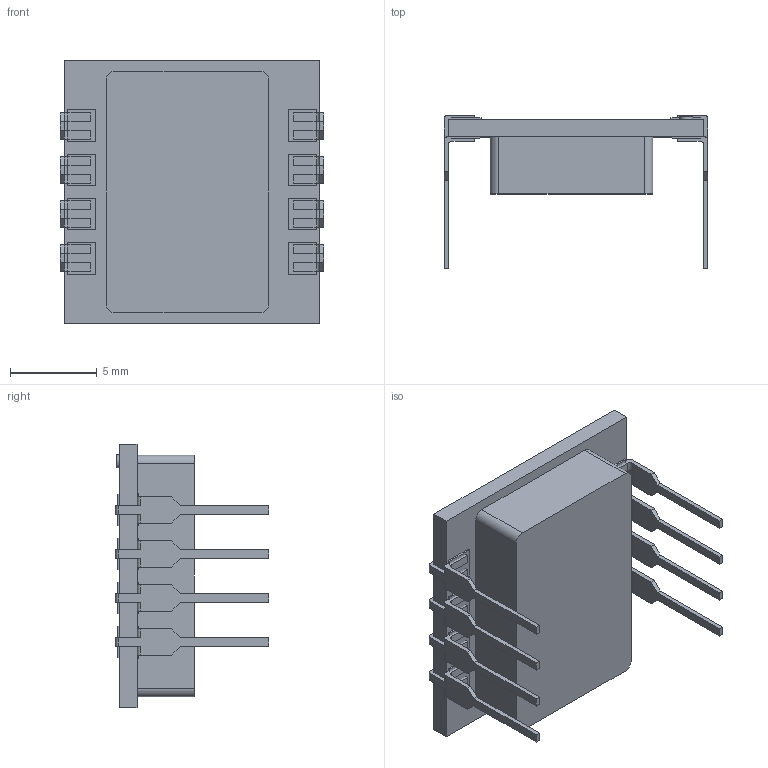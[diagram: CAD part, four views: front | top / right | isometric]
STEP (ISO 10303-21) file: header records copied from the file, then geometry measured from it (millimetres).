
FILE_DESCRIPTION(/* description */ (''),/* implementation_level */ '2;1');
FILE_NAME(/* name */ 'AMS5xxx-yyyy-z-N.stp',/* time_stamp */ '2020-07-03T15:16:11+02:00',/* author */ ('ash'),/* organization */ ('Analog Microelectronics GmbH'),/* preprocessor_version */ 'ST-DEVELOPER v16.1',/* originating_system */ 'Autodesk Inventor 2016',/* authorisation */ '');
FILE_SCHEMA (('AUTOMOTIVE_DESIGN { 1 0 10303 214 3 1 1 }'));
Length unit declared in the file: millimetre
Products named in the file (4): AMS5812-Keramik; AMS6915-DIL-Pin; AMS5812-Kappe; AMS5xxx-yyyy-z-N
Assembly tree (10 placements, depth 2):
  AMS5xxx-yyyy-z-N
    AMS5812-Keramik
    AMS6915-DIL-Pin  x8
    AMS5812-Kappe
Bounding box: 15.23 x 8.85 x 15.24 mm (x, y, z)
Volume: 487.7 mm3; surface area: 1221.2 mm2
Topology: 10 solids, 10 shells, 333 faces, 871 edges, 576 vertices
Faces by surface type: plane 274, cylinder 59
Full cylindrical faces by diameter (mm): 0.5 x2, 0.75 x1
Entity records: 4131 total; most frequent: CARTESIAN_POINT 709, DIRECTION 670, ORIENTED_EDGE 668, EDGE_CURVE 334, LINE 300, VECTOR 300, VERTEX_POINT 224, AXIS2_PLACEMENT_3D 185
